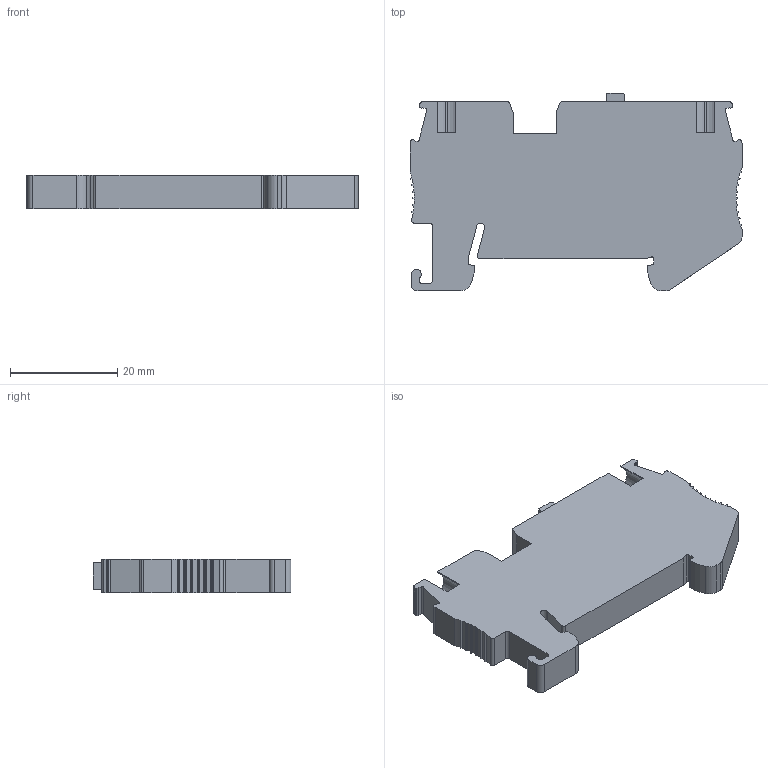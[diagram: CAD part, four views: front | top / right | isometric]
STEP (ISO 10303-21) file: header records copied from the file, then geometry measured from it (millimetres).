
FILE_DESCRIPTION((''),'2;1');
FILE_NAME('UJ5-4SK','2023-11-13T',('dell'),(''),'PRO/ENGINEER BY PARAMETRIC TECHNOLOGY CORPORATION, 2013230','PRO/ENGINEER BY PARAMETRIC TECHNOLOGY CORPORATION, 2013230','');
FILE_SCHEMA(('AUTOMOTIVE_DESIGN { 1 0 10303 214 1 1 1 1 }'));
Length unit declared in the file: millimetre
Products named in the file (1): UJ5-4SK
Bounding box: 61.8 x 36.8 x 6.2 mm (x, y, z)
Volume: 10203.8 mm3; surface area: 5570.4 mm2
Topology: 1 solids, 1 shells, 175 faces, 504 edges, 336 vertices
Faces by surface type: plane 109, cylinder 66
Entity records: 5828 total; most frequent: CARTESIAN_POINT 1017, ORIENTED_EDGE 1008, DIRECTION 986, EDGE_CURVE 504, VECTOR 372, LINE 372, VERTEX_POINT 336, AXIS2_PLACEMENT_3D 307
